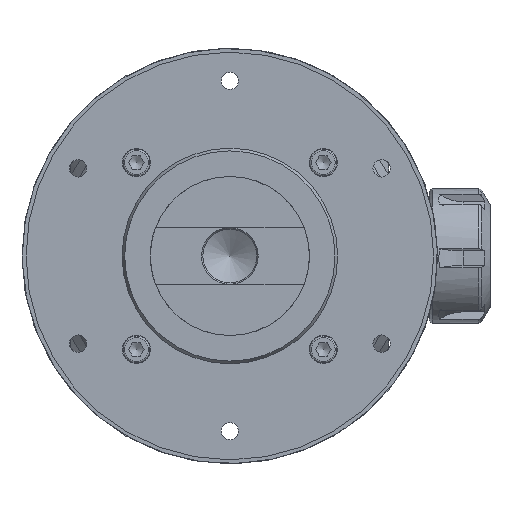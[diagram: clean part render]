
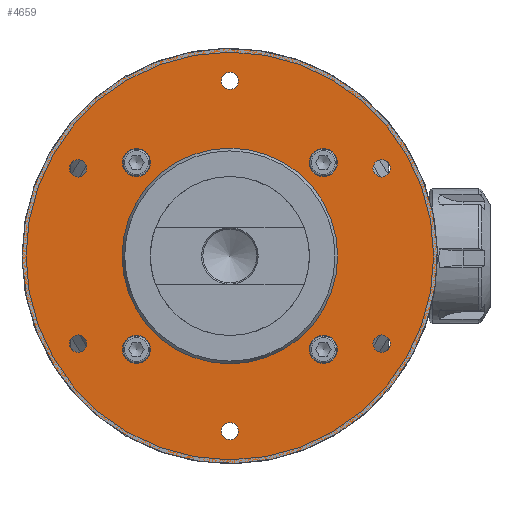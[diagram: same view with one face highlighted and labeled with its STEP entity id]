
A CAD part, left-side view. The second image highlights one B-rep face of the part: STEP entity #4659.
In plain terms, the highlighted planar face has unit normal (-1, 0, 0).
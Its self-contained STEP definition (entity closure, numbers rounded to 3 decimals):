
#166=FACE_BOUND('',#925,.T.);
#167=FACE_BOUND('',#926,.T.);
#168=FACE_BOUND('',#927,.T.);
#169=FACE_BOUND('',#928,.T.);
#170=FACE_BOUND('',#929,.T.);
#171=FACE_BOUND('',#930,.T.);
#172=FACE_BOUND('',#931,.T.);
#173=FACE_BOUND('',#932,.T.);
#174=FACE_BOUND('',#933,.T.);
#175=FACE_BOUND('',#934,.T.);
#176=FACE_BOUND('',#935,.T.);
#596=FACE_OUTER_BOUND('',#924,.T.);
#924=EDGE_LOOP('',(#3960,#3961,#3962,#3963,#3964,#3965,#3966,#3967,#3968,
#3969,#3970,#3971,#3972));
#925=EDGE_LOOP('',(#3973));
#926=EDGE_LOOP('',(#3974));
#927=EDGE_LOOP('',(#3975));
#928=EDGE_LOOP('',(#3976));
#929=EDGE_LOOP('',(#3977));
#930=EDGE_LOOP('',(#3978));
#931=EDGE_LOOP('',(#3979));
#932=EDGE_LOOP('',(#3980));
#933=EDGE_LOOP('',(#3981));
#934=EDGE_LOOP('',(#3982));
#935=EDGE_LOOP('',(#3983));
#1253=CIRCLE('',#5197,77.);
#1254=CIRCLE('',#5198,77.);
#1255=CIRCLE('',#5199,77.);
#1256=CIRCLE('',#5200,77.);
#1257=CIRCLE('',#5201,77.);
#1258=CIRCLE('',#5203,40.);
#1259=CIRCLE('',#5204,3.2);
#1260=CIRCLE('',#5205,3.2);
#1261=CIRCLE('',#5206,3.2);
#1262=CIRCLE('',#5207,3.2);
#1263=CIRCLE('',#5208,3.2);
#1264=CIRCLE('',#5209,3.2);
#1265=CIRCLE('',#5210,5.2);
#1266=CIRCLE('',#5211,5.2);
#1267=CIRCLE('',#5212,5.2);
#1268=CIRCLE('',#5213,5.2);
#1486=LINE('',#8376,#1744);
#1487=LINE('',#8378,#1745);
#1488=LINE('',#8380,#1746);
#1489=LINE('',#8382,#1747);
#1744=VECTOR('',#6359,1.);
#1745=VECTOR('',#6360,1.);
#1746=VECTOR('',#6361,1.);
#1747=VECTOR('',#6362,1.);
#2165=VERTEX_POINT('',#8363);
#2166=VERTEX_POINT('',#8364);
#2167=VERTEX_POINT('',#8366);
#2168=VERTEX_POINT('',#8368);
#2169=VERTEX_POINT('',#8370);
#2170=VERTEX_POINT('',#8375);
#2171=VERTEX_POINT('',#8377);
#2172=VERTEX_POINT('',#8379);
#2173=VERTEX_POINT('',#8381);
#2174=VERTEX_POINT('',#8383);
#2175=VERTEX_POINT('',#8385);
#2176=VERTEX_POINT('',#8387);
#2177=VERTEX_POINT('',#8389);
#2178=VERTEX_POINT('',#8391);
#2179=VERTEX_POINT('',#8393);
#2180=VERTEX_POINT('',#8395);
#2181=VERTEX_POINT('',#8397);
#2182=VERTEX_POINT('',#8399);
#2183=VERTEX_POINT('',#8401);
#2184=VERTEX_POINT('',#8403);
#2784=EDGE_CURVE('',#2165,#2166,#1253,.T.);
#2785=EDGE_CURVE('',#2167,#2165,#1254,.T.);
#2786=EDGE_CURVE('',#2168,#2167,#1255,.T.);
#2787=EDGE_CURVE('',#2169,#2168,#1256,.T.);
#2788=EDGE_CURVE('',#2166,#2169,#1257,.T.);
#2790=EDGE_CURVE('',#2170,#2167,#1486,.T.);
#2791=EDGE_CURVE('',#2171,#2165,#1487,.T.);
#2792=EDGE_CURVE('',#2172,#2169,#1488,.T.);
#2793=EDGE_CURVE('',#2173,#2168,#1489,.T.);
#2794=EDGE_CURVE('',#2174,#2174,#1258,.T.);
#2795=EDGE_CURVE('',#2175,#2175,#1259,.T.);
#2796=EDGE_CURVE('',#2176,#2176,#1260,.T.);
#2797=EDGE_CURVE('',#2177,#2177,#1261,.T.);
#2798=EDGE_CURVE('',#2178,#2178,#1262,.T.);
#2799=EDGE_CURVE('',#2179,#2179,#1263,.T.);
#2800=EDGE_CURVE('',#2180,#2180,#1264,.T.);
#2801=EDGE_CURVE('',#2181,#2181,#1265,.T.);
#2802=EDGE_CURVE('',#2182,#2182,#1266,.T.);
#2803=EDGE_CURVE('',#2183,#2183,#1267,.T.);
#2804=EDGE_CURVE('',#2184,#2184,#1268,.T.);
#3960=ORIENTED_EDGE('',*,*,#2786,.T.);
#3961=ORIENTED_EDGE('',*,*,#2790,.F.);
#3962=ORIENTED_EDGE('',*,*,#2790,.T.);
#3963=ORIENTED_EDGE('',*,*,#2785,.T.);
#3964=ORIENTED_EDGE('',*,*,#2791,.F.);
#3965=ORIENTED_EDGE('',*,*,#2791,.T.);
#3966=ORIENTED_EDGE('',*,*,#2784,.T.);
#3967=ORIENTED_EDGE('',*,*,#2788,.T.);
#3968=ORIENTED_EDGE('',*,*,#2792,.F.);
#3969=ORIENTED_EDGE('',*,*,#2792,.T.);
#3970=ORIENTED_EDGE('',*,*,#2787,.T.);
#3971=ORIENTED_EDGE('',*,*,#2793,.F.);
#3972=ORIENTED_EDGE('',*,*,#2793,.T.);
#3973=ORIENTED_EDGE('',*,*,#2794,.T.);
#3974=ORIENTED_EDGE('',*,*,#2795,.T.);
#3975=ORIENTED_EDGE('',*,*,#2796,.T.);
#3976=ORIENTED_EDGE('',*,*,#2797,.T.);
#3977=ORIENTED_EDGE('',*,*,#2798,.T.);
#3978=ORIENTED_EDGE('',*,*,#2799,.T.);
#3979=ORIENTED_EDGE('',*,*,#2800,.T.);
#3980=ORIENTED_EDGE('',*,*,#2801,.T.);
#3981=ORIENTED_EDGE('',*,*,#2802,.T.);
#3982=ORIENTED_EDGE('',*,*,#2803,.T.);
#3983=ORIENTED_EDGE('',*,*,#2804,.T.);
#4412=PLANE('',#5202);
#4659=ADVANCED_FACE('',(#596,#166,#167,#168,#169,#170,#171,#172,#173,#174,
#175,#176),#4412,.T.);
#5197=AXIS2_PLACEMENT_3D('',#8365,#6346,#6347);
#5198=AXIS2_PLACEMENT_3D('',#8367,#6348,#6349);
#5199=AXIS2_PLACEMENT_3D('',#8369,#6350,#6351);
#5200=AXIS2_PLACEMENT_3D('',#8371,#6352,#6353);
#5201=AXIS2_PLACEMENT_3D('',#8372,#6354,#6355);
#5202=AXIS2_PLACEMENT_3D('',#8374,#6357,#6358);
#5203=AXIS2_PLACEMENT_3D('',#8384,#6363,#6364);
#5204=AXIS2_PLACEMENT_3D('',#8386,#6365,#6366);
#5205=AXIS2_PLACEMENT_3D('',#8388,#6367,#6368);
#5206=AXIS2_PLACEMENT_3D('',#8390,#6369,#6370);
#5207=AXIS2_PLACEMENT_3D('',#8392,#6371,#6372);
#5208=AXIS2_PLACEMENT_3D('',#8394,#6373,#6374);
#5209=AXIS2_PLACEMENT_3D('',#8396,#6375,#6376);
#5210=AXIS2_PLACEMENT_3D('',#8398,#6377,#6378);
#5211=AXIS2_PLACEMENT_3D('',#8400,#6379,#6380);
#5212=AXIS2_PLACEMENT_3D('',#8402,#6381,#6382);
#5213=AXIS2_PLACEMENT_3D('',#8404,#6383,#6384);
#6346=DIRECTION('center_axis',(-1.,0.,0.));
#6347=DIRECTION('ref_axis',(0.,0.035,0.999));
#6348=DIRECTION('center_axis',(-1.,0.,0.));
#6349=DIRECTION('ref_axis',(0.,-0.999,0.035));
#6350=DIRECTION('center_axis',(-1.,0.,0.));
#6351=DIRECTION('ref_axis',(0.,-0.035,-0.999));
#6352=DIRECTION('center_axis',(-1.,0.,0.));
#6353=DIRECTION('ref_axis',(0.,0.999,-0.035));
#6354=DIRECTION('center_axis',(-1.,0.,0.));
#6355=DIRECTION('ref_axis',(0.,0.035,0.999));
#6357=DIRECTION('center_axis',(-1.,0.,0.));
#6358=DIRECTION('ref_axis',(0.,-1.,0.));
#6359=DIRECTION('',(0.,-1.,0.006));
#6360=DIRECTION('',(0.,0.006,1.));
#6361=DIRECTION('',(0.,1.,-0.006));
#6362=DIRECTION('',(0.,-0.006,-1.));
#6363=DIRECTION('center_axis',(1.,0.,0.));
#6364=DIRECTION('ref_axis',(0.,-1.,0.));
#6365=DIRECTION('center_axis',(1.,0.,0.));
#6366=DIRECTION('ref_axis',(0.,0.,-1.));
#6367=DIRECTION('center_axis',(1.,0.,0.));
#6368=DIRECTION('ref_axis',(0.,0.,-1.));
#6369=DIRECTION('center_axis',(1.,0.,0.));
#6370=DIRECTION('ref_axis',(0.,0.,-1.));
#6371=DIRECTION('center_axis',(1.,0.,0.));
#6372=DIRECTION('ref_axis',(0.,0.,-1.));
#6373=DIRECTION('center_axis',(1.,0.,0.));
#6374=DIRECTION('ref_axis',(0.,0.,-1.));
#6375=DIRECTION('center_axis',(1.,0.,0.));
#6376=DIRECTION('ref_axis',(0.,0.,-1.));
#6377=DIRECTION('center_axis',(1.,0.,0.));
#6378=DIRECTION('ref_axis',(0.,0.,-1.));
#6379=DIRECTION('center_axis',(1.,0.,0.));
#6380=DIRECTION('ref_axis',(0.,0.,-1.));
#6381=DIRECTION('center_axis',(1.,0.,0.));
#6382=DIRECTION('ref_axis',(0.,0.,-1.));
#6383=DIRECTION('center_axis',(1.,0.,0.));
#6384=DIRECTION('ref_axis',(0.,0.,-1.));
#8363=CARTESIAN_POINT('',(-224.5,2.676,76.953));
#8364=CARTESIAN_POINT('',(-224.5,77.,0.));
#8365=CARTESIAN_POINT('Origin',(-224.5,0.,0.));
#8366=CARTESIAN_POINT('',(-224.5,-76.953,2.676));
#8367=CARTESIAN_POINT('Origin',(-224.5,0.,0.));
#8368=CARTESIAN_POINT('',(-224.5,-2.676,-76.953));
#8369=CARTESIAN_POINT('Origin',(-224.5,0.,0.));
#8370=CARTESIAN_POINT('',(-224.5,76.953,-2.676));
#8371=CARTESIAN_POINT('Origin',(-224.5,0.,0.));
#8372=CARTESIAN_POINT('Origin',(-224.5,0.,0.));
#8374=CARTESIAN_POINT('Origin',(-224.5,0.,43.625));
#8375=CARTESIAN_POINT('',(-224.5,-75.954,2.67));
#8376=CARTESIAN_POINT('',(-224.5,-75.954,2.67));
#8377=CARTESIAN_POINT('',(-224.5,2.67,75.954));
#8378=CARTESIAN_POINT('',(-224.5,2.67,75.954));
#8379=CARTESIAN_POINT('',(-224.5,75.954,-2.67));
#8380=CARTESIAN_POINT('',(-224.5,75.954,-2.67));
#8381=CARTESIAN_POINT('',(-224.5,-2.67,-75.954));
#8382=CARTESIAN_POINT('',(-224.5,-2.67,-75.954));
#8383=CARTESIAN_POINT('',(-224.5,40.,0.));
#8384=CARTESIAN_POINT('Origin',(-224.5,0.,0.));
#8385=CARTESIAN_POINT('',(-224.5,0.,61.8));
#8386=CARTESIAN_POINT('Origin',(-224.5,0.,65.));
#8387=CARTESIAN_POINT('',(-224.5,56.292,29.3));
#8388=CARTESIAN_POINT('Origin',(-224.5,56.292,32.5));
#8389=CARTESIAN_POINT('',(-224.5,56.292,-35.7));
#8390=CARTESIAN_POINT('Origin',(-224.5,56.292,-32.5));
#8391=CARTESIAN_POINT('',(-224.5,0.,-68.2));
#8392=CARTESIAN_POINT('Origin',(-224.5,0.,-65.));
#8393=CARTESIAN_POINT('',(-224.5,-56.292,-35.7));
#8394=CARTESIAN_POINT('Origin',(-224.5,-56.292,-32.5));
#8395=CARTESIAN_POINT('',(-224.5,-56.292,29.3));
#8396=CARTESIAN_POINT('Origin',(-224.5,-56.292,32.5));
#8397=CARTESIAN_POINT('',(-224.5,34.648,39.848));
#8398=CARTESIAN_POINT('Origin',(-224.5,34.648,34.648));
#8399=CARTESIAN_POINT('',(-224.5,-34.648,39.848));
#8400=CARTESIAN_POINT('Origin',(-224.5,-34.648,34.648));
#8401=CARTESIAN_POINT('',(-224.5,-34.648,-29.448));
#8402=CARTESIAN_POINT('Origin',(-224.5,-34.648,-34.648));
#8403=CARTESIAN_POINT('',(-224.5,34.648,-29.448));
#8404=CARTESIAN_POINT('Origin',(-224.5,34.648,-34.648));
